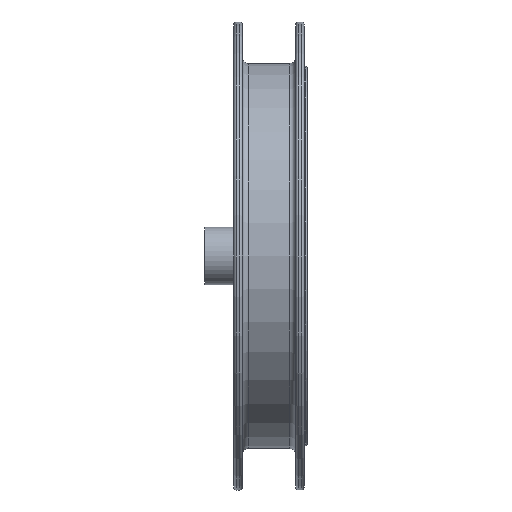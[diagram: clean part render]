
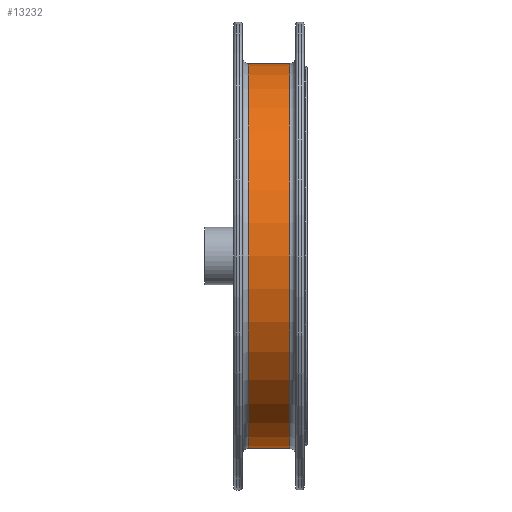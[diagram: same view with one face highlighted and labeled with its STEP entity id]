
A CAD part, left-side view. The second image highlights one B-rep face of the part: STEP entity #13232.
In plain terms, the highlighted cylindrical face has radius 33.5 mm (diameter 67 mm), a partial arc.
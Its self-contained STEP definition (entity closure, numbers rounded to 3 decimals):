
#1057 = VERTEX_POINT ( 'NONE', #12382 ) ;
#2477 = ORIENTED_EDGE ( 'NONE', *, *, #21447, .T. ) ;
#2920 = EDGE_CURVE ( 'NONE', #1057, #13961, #19138, .T. ) ;
#3657 = CYLINDRICAL_SURFACE ( 'NONE', #9443, 33.5 ) ;
#4111 = LINE ( 'NONE', #8255, #16980 ) ;
#4371 = CIRCLE ( 'NONE', #8269, 33.5 ) ;
#4450 = CARTESIAN_POINT ( 'NONE',  ( 0., 2.5, 0. ) ) ;
#4649 = CARTESIAN_POINT ( 'NONE',  ( 0., 2.5, 33.5 ) ) ;
#5780 = EDGE_CURVE ( 'NONE', #8702, #16005, #4111, .T. ) ;
#6214 = CARTESIAN_POINT ( 'NONE',  ( 0., 11.75, -33.5 ) ) ;
#6946 = DIRECTION ( 'NONE',  ( 0., -1., 0. ) ) ;
#7338 = ORIENTED_EDGE ( 'NONE', *, *, #12600, .T. ) ;
#7504 = ORIENTED_EDGE ( 'NONE', *, *, #2920, .T. ) ;
#8255 = CARTESIAN_POINT ( 'NONE',  ( 0., 11.75, 33.5 ) ) ;
#8269 = AXIS2_PLACEMENT_3D ( 'NONE', #22021, #10570, #23858 ) ;
#8702 = VERTEX_POINT ( 'NONE', #15525 ) ;
#9443 = AXIS2_PLACEMENT_3D ( 'NONE', #12672, #6946, #11075 ) ;
#10570 = DIRECTION ( 'NONE',  ( 0., -1., 0. ) ) ;
#10645 = EDGE_LOOP ( 'NONE', ( #22973, #7338, #7504, #2477 ) ) ;
#10807 = VECTOR ( 'NONE', #13414, 1000. ) ;
#11075 = DIRECTION ( 'NONE',  ( 0., 0., -1. ) ) ;
#12382 = CARTESIAN_POINT ( 'NONE',  ( 0., 9.75, -33.5 ) ) ;
#12600 = EDGE_CURVE ( 'NONE', #8702, #1057, #4371, .T. ) ;
#12672 = CARTESIAN_POINT ( 'NONE',  ( 0., 11.75, 0. ) ) ;
#13232 = ADVANCED_FACE ( 'NONE', ( #21819 ), #3657, .T. ) ;
#13414 = DIRECTION ( 'NONE',  ( 0., -1., 0. ) ) ;
#13961 = VERTEX_POINT ( 'NONE', #19834 ) ;
#14012 = AXIS2_PLACEMENT_3D ( 'NONE', #4450, #15418, #23092 ) ;
#15418 = DIRECTION ( 'NONE',  ( 0., 1., 0. ) ) ;
#15525 = CARTESIAN_POINT ( 'NONE',  ( 0., 9.75, 33.5 ) ) ;
#16005 = VERTEX_POINT ( 'NONE', #4649 ) ;
#16980 = VECTOR ( 'NONE', #18981, 1000. ) ;
#18981 = DIRECTION ( 'NONE',  ( 0., -1., 0. ) ) ;
#19138 = LINE ( 'NONE', #6214, #10807 ) ;
#19834 = CARTESIAN_POINT ( 'NONE',  ( 0., 2.5, -33.5 ) ) ;
#20227 = CIRCLE ( 'NONE', #14012, 33.5 ) ;
#21447 = EDGE_CURVE ( 'NONE', #13961, #16005, #20227, .T. ) ;
#21819 = FACE_OUTER_BOUND ( 'NONE', #10645, .T. ) ;
#22021 = CARTESIAN_POINT ( 'NONE',  ( 0., 9.75, 0. ) ) ;
#22973 = ORIENTED_EDGE ( 'NONE', *, *, #5780, .F. ) ;
#23092 = DIRECTION ( 'NONE',  ( 0., 0., 1. ) ) ;
#23858 = DIRECTION ( 'NONE',  ( 0., 0., 1. ) ) ;
